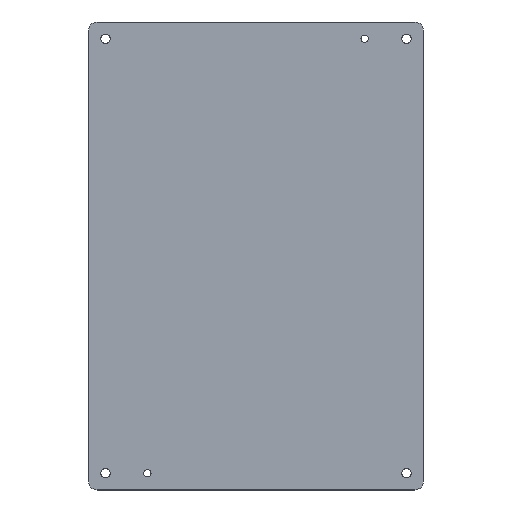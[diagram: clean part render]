
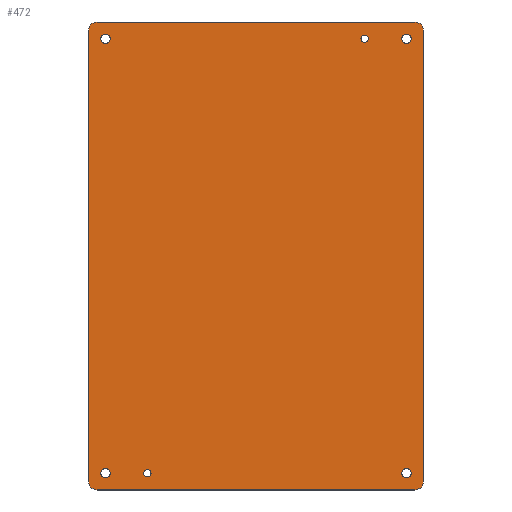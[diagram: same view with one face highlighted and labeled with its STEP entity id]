
A CAD part, top view. The second image highlights one B-rep face of the part: STEP entity #472.
In plain terms, the highlighted planar face has unit normal (0, 0, 1).
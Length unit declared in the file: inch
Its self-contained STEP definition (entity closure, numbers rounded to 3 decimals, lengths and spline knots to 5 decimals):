
#2 = DIRECTION ( 'NONE',  ( 0., 1., 0. ) ) ;
#3 = AXIS2_PLACEMENT_3D ( 'NONE', #346, #434, #383 ) ;
#12 = DIRECTION ( 'NONE',  ( 1., 0., 0. ) ) ;
#15 = EDGE_CURVE ( 'NONE', #411, #411, #318, .T. ) ;
#16 = DIRECTION ( 'NONE',  ( 0., 0., -1. ) ) ;
#24 = CARTESIAN_POINT ( 'NONE',  ( 5., 6.75, 0. ) ) ;
#26 = VERTEX_POINT ( 'NONE', #251 ) ;
#28 = AXIS2_PLACEMENT_3D ( 'NONE', #367, #547, #12 ) ;
#42 = PLANE ( 'NONE',  #195 ) ;
#48 = DIRECTION ( 'NONE',  ( 1., 0., 0. ) ) ;
#50 = AXIS2_PLACEMENT_3D ( 'NONE', #516, #119, #552 ) ;
#55 = VERTEX_POINT ( 'NONE', #58 ) ;
#58 = CARTESIAN_POINT ( 'NONE',  ( -3.141, -6.5, 0. ) ) ;
#62 = EDGE_CURVE ( 'NONE', #528, #343, #548, .T. ) ;
#64 = CARTESIAN_POINT ( 'NONE',  ( 4.75, 7., 0. ) ) ;
#67 = CARTESIAN_POINT ( 'NONE',  ( -4.75, 7., 0. ) ) ;
#68 = ORIENTED_EDGE ( 'NONE', *, *, #309, .T. ) ;
#69 = FACE_BOUND ( 'NONE', #164, .T. ) ;
#81 = VERTEX_POINT ( 'NONE', #110 ) ;
#83 = EDGE_LOOP ( 'NONE', ( #68 ) ) ;
#85 = CARTESIAN_POINT ( 'NONE',  ( 0., -7., 0. ) ) ;
#89 = EDGE_CURVE ( 'NONE', #26, #301, #178, .T. ) ;
#103 = AXIS2_PLACEMENT_3D ( 'NONE', #513, #16, #508 ) ;
#108 = CARTESIAN_POINT ( 'NONE',  ( 4.5, 6.5, 0. ) ) ;
#110 = CARTESIAN_POINT ( 'NONE',  ( -4.75, -7., 0. ) ) ;
#112 = VECTOR ( 'NONE', #422, 39.37008 ) ;
#113 = FACE_BOUND ( 'NONE', #306, .T. ) ;
#117 = DIRECTION ( 'NONE',  ( 0., 0., 1. ) ) ;
#119 = DIRECTION ( 'NONE',  ( 0., 0., 1. ) ) ;
#124 = ORIENTED_EDGE ( 'NONE', *, *, #188, .T. ) ;
#134 = CARTESIAN_POINT ( 'NONE',  ( 5., -6.75, 0. ) ) ;
#138 = VERTEX_POINT ( 'NONE', #184 ) ;
#140 = CARTESIAN_POINT ( 'NONE',  ( 0., 7., 0. ) ) ;
#142 = CARTESIAN_POINT ( 'NONE',  ( 4.5, -6.5, 0. ) ) ;
#143 = DIRECTION ( 'NONE',  ( 1., 0., 0. ) ) ;
#145 = EDGE_CURVE ( 'NONE', #301, #528, #273, .T. ) ;
#146 = EDGE_CURVE ( 'NONE', #343, #310, #275, .T. ) ;
#150 = AXIS2_PLACEMENT_3D ( 'NONE', #322, #240, #329 ) ;
#154 = CARTESIAN_POINT ( 'NONE',  ( 4.6405, 6.5, 0. ) ) ;
#159 = VECTOR ( 'NONE', #2, 39.37008 ) ;
#163 = CARTESIAN_POINT ( 'NONE',  ( -4.3595, 6.5, 0. ) ) ;
#164 = EDGE_LOOP ( 'NONE', ( #451 ) ) ;
#174 = CARTESIAN_POINT ( 'NONE',  ( -5., 6.75, 0. ) ) ;
#178 = CIRCLE ( 'NONE', #504, 0.25 ) ;
#183 = CARTESIAN_POINT ( 'NONE',  ( -3.25, -6.5, 0. ) ) ;
#184 = CARTESIAN_POINT ( 'NONE',  ( -5., -6.75, 0. ) ) ;
#188 = EDGE_CURVE ( 'NONE', #460, #460, #541, .T. ) ;
#189 = DIRECTION ( 'NONE',  ( 1., 0., 0. ) ) ;
#190 = DIRECTION ( 'NONE',  ( 1., 0., 0. ) ) ;
#191 = VERTEX_POINT ( 'NONE', #231 ) ;
#195 = AXIS2_PLACEMENT_3D ( 'NONE', #477, #117, #267 ) ;
#201 = ORIENTED_EDGE ( 'NONE', *, *, #423, .T. ) ;
#209 = ORIENTED_EDGE ( 'NONE', *, *, #62, .T. ) ;
#215 = CIRCLE ( 'NONE', #277, 0.1405 ) ;
#225 = DIRECTION ( 'NONE',  ( 1., 0., 0. ) ) ;
#231 = CARTESIAN_POINT ( 'NONE',  ( 3.359, 6.5, 0. ) ) ;
#240 = DIRECTION ( 'NONE',  ( 0., 0., -1. ) ) ;
#246 = ORIENTED_EDGE ( 'NONE', *, *, #146, .T. ) ;
#249 = VERTEX_POINT ( 'NONE', #163 ) ;
#251 = CARTESIAN_POINT ( 'NONE',  ( 4.75, -7., 0. ) ) ;
#252 = ORIENTED_EDGE ( 'NONE', *, *, #289, .T. ) ;
#265 = ORIENTED_EDGE ( 'NONE', *, *, #89, .T. ) ;
#267 = DIRECTION ( 'NONE',  ( 1., 0., 0. ) ) ;
#268 = VECTOR ( 'NONE', #374, 39.37008 ) ;
#269 = ORIENTED_EDGE ( 'NONE', *, *, #15, .T. ) ;
#272 = ORIENTED_EDGE ( 'NONE', *, *, #145, .T. ) ;
#273 = LINE ( 'NONE', #501, #159 ) ;
#275 = LINE ( 'NONE', #140, #495 ) ;
#277 = AXIS2_PLACEMENT_3D ( 'NONE', #108, #293, #190 ) ;
#287 = CIRCLE ( 'NONE', #28, 0.25 ) ;
#289 = EDGE_CURVE ( 'NONE', #55, #55, #568, .T. ) ;
#291 = EDGE_CURVE ( 'NONE', #138, #81, #287, .T. ) ;
#293 = DIRECTION ( 'NONE',  ( 0., 0., -1. ) ) ;
#299 = EDGE_CURVE ( 'NONE', #532, #138, #505, .T. ) ;
#301 = VERTEX_POINT ( 'NONE', #134 ) ;
#306 = EDGE_LOOP ( 'NONE', ( #252 ) ) ;
#309 = EDGE_CURVE ( 'NONE', #249, #249, #446, .T. ) ;
#310 = VERTEX_POINT ( 'NONE', #67 ) ;
#318 = CIRCLE ( 'NONE', #3, 0.1405 ) ;
#322 = CARTESIAN_POINT ( 'NONE',  ( -4.5, 6.5, 0. ) ) ;
#326 = CARTESIAN_POINT ( 'NONE',  ( -5., 0., 0. ) ) ;
#329 = DIRECTION ( 'NONE',  ( 1., 0., 0. ) ) ;
#340 = FACE_BOUND ( 'NONE', #83, .T. ) ;
#342 = EDGE_LOOP ( 'NONE', ( #124 ) ) ;
#343 = VERTEX_POINT ( 'NONE', #64 ) ;
#346 = CARTESIAN_POINT ( 'NONE',  ( -4.5, -6.5, 0. ) ) ;
#352 = AXIS2_PLACEMENT_3D ( 'NONE', #554, #558, #143 ) ;
#356 = ORIENTED_EDGE ( 'NONE', *, *, #299, .T. ) ;
#358 = EDGE_CURVE ( 'NONE', #191, #191, #363, .T. ) ;
#363 = CIRCLE ( 'NONE', #103, 0.109 ) ;
#367 = CARTESIAN_POINT ( 'NONE',  ( -4.75, -6.75, 0. ) ) ;
#374 = DIRECTION ( 'NONE',  ( 0., -1., 0. ) ) ;
#383 = DIRECTION ( 'NONE',  ( 1., 0., 0. ) ) ;
#386 = FACE_BOUND ( 'NONE', #394, .T. ) ;
#387 = CARTESIAN_POINT ( 'NONE',  ( -4.3595, -6.5, 0. ) ) ;
#388 = AXIS2_PLACEMENT_3D ( 'NONE', #183, #412, #189 ) ;
#394 = EDGE_LOOP ( 'NONE', ( #201 ) ) ;
#408 = CARTESIAN_POINT ( 'NONE',  ( 4.75, -6.75, 0. ) ) ;
#410 = EDGE_CURVE ( 'NONE', #310, #532, #530, .T. ) ;
#411 = VERTEX_POINT ( 'NONE', #387 ) ;
#412 = DIRECTION ( 'NONE',  ( 0., 0., -1. ) ) ;
#422 = DIRECTION ( 'NONE',  ( 1., 0., 0. ) ) ;
#423 = EDGE_CURVE ( 'NONE', #551, #551, #215, .T. ) ;
#425 = EDGE_LOOP ( 'NONE', ( #356, #584, #428, #265, #272, #209, #246, #581 ) ) ;
#428 = ORIENTED_EDGE ( 'NONE', *, *, #506, .T. ) ;
#430 = FACE_BOUND ( 'NONE', #342, .T. ) ;
#432 = AXIS2_PLACEMENT_3D ( 'NONE', #142, #454, #225 ) ;
#434 = DIRECTION ( 'NONE',  ( 0., 0., -1. ) ) ;
#446 = CIRCLE ( 'NONE', #150, 0.1405 ) ;
#451 = ORIENTED_EDGE ( 'NONE', *, *, #358, .T. ) ;
#452 = DIRECTION ( 'NONE',  ( 0., 0., 1. ) ) ;
#454 = DIRECTION ( 'NONE',  ( 0., 0., -1. ) ) ;
#460 = VERTEX_POINT ( 'NONE', #515 ) ;
#472 = ADVANCED_FACE ( 'NONE', ( #579, #113, #69, #386, #340, #430, #517 ), #42, .T. ) ;
#477 = CARTESIAN_POINT ( 'NONE',  ( 0., 0., 0. ) ) ;
#490 = EDGE_LOOP ( 'NONE', ( #269 ) ) ;
#492 = LINE ( 'NONE', #85, #112 ) ;
#495 = VECTOR ( 'NONE', #544, 39.37008 ) ;
#501 = CARTESIAN_POINT ( 'NONE',  ( 5., 0., 0. ) ) ;
#504 = AXIS2_PLACEMENT_3D ( 'NONE', #408, #452, #48 ) ;
#505 = LINE ( 'NONE', #326, #268 ) ;
#506 = EDGE_CURVE ( 'NONE', #81, #26, #492, .T. ) ;
#508 = DIRECTION ( 'NONE',  ( 1., 0., 0. ) ) ;
#513 = CARTESIAN_POINT ( 'NONE',  ( 3.25, 6.5, 0. ) ) ;
#515 = CARTESIAN_POINT ( 'NONE',  ( 4.6405, -6.5, 0. ) ) ;
#516 = CARTESIAN_POINT ( 'NONE',  ( 4.75, 6.75, 0. ) ) ;
#517 = FACE_OUTER_BOUND ( 'NONE', #425, .T. ) ;
#528 = VERTEX_POINT ( 'NONE', #24 ) ;
#530 = CIRCLE ( 'NONE', #352, 0.25 ) ;
#532 = VERTEX_POINT ( 'NONE', #174 ) ;
#541 = CIRCLE ( 'NONE', #432, 0.1405 ) ;
#544 = DIRECTION ( 'NONE',  ( -1., 0., 0. ) ) ;
#547 = DIRECTION ( 'NONE',  ( 0., 0., 1. ) ) ;
#548 = CIRCLE ( 'NONE', #50, 0.25 ) ;
#551 = VERTEX_POINT ( 'NONE', #154 ) ;
#552 = DIRECTION ( 'NONE',  ( 1., 0., 0. ) ) ;
#554 = CARTESIAN_POINT ( 'NONE',  ( -4.75, 6.75, 0. ) ) ;
#558 = DIRECTION ( 'NONE',  ( 0., 0., 1. ) ) ;
#568 = CIRCLE ( 'NONE', #388, 0.109 ) ;
#579 = FACE_BOUND ( 'NONE', #490, .T. ) ;
#581 = ORIENTED_EDGE ( 'NONE', *, *, #410, .T. ) ;
#584 = ORIENTED_EDGE ( 'NONE', *, *, #291, .T. ) ;
